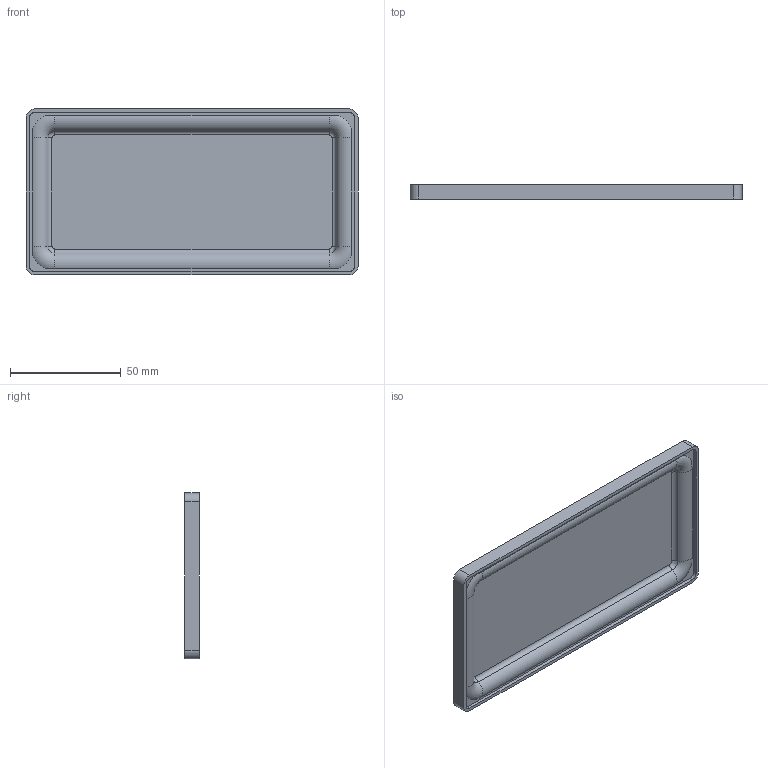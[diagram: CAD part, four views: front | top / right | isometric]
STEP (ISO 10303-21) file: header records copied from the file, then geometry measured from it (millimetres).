
FILE_DESCRIPTION(/* description */ (''),/* implementation_level */ '2;1');
FILE_NAME(/* name */ 'ClampShellTop.step',/* time_stamp */ '2025-06-14T22:19:29-05:00',/* author */ (''),/* organization */ (''),/* preprocessor_version */ 'ST-DEVELOPER v20.1',/* originating_system */ 'Autodesk Translation Framework v14.10.0.0',/* authorisation */ '');
FILE_SCHEMA (('AUTOMOTIVE_DESIGN { 1 0 10303 214 3 1 1 }'));
Length unit declared in the file: millimetre
Products named in the file (1): ClampShellTop
Bounding box: 150 x 6.5 x 75 mm (x, y, z)
Volume: 24742.9 mm3; surface area: 28414.5 mm2
Topology: 1 solids, 1 shells, 49 faces, 124 edges, 80 vertices
Faces by surface type: cylinder 20, plane 17, torus 8, bspline 4
Entity records: 1551 total; most frequent: CARTESIAN_POINT 310, DIRECTION 268, ORIENTED_EDGE 248, EDGE_CURVE 124, AXIS2_PLACEMENT_3D 106, VERTEX_POINT 80, CIRCLE 60, LINE 56
